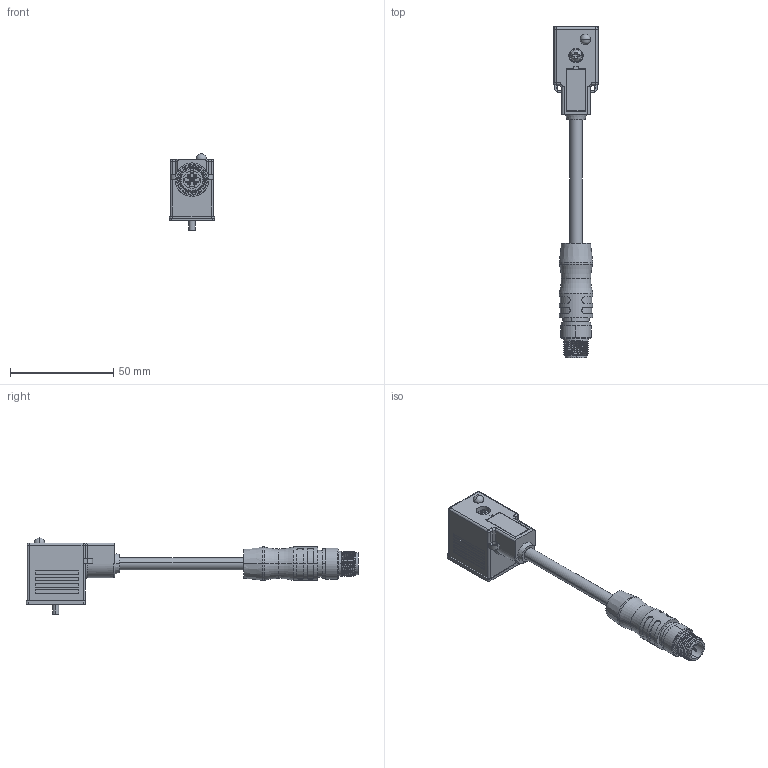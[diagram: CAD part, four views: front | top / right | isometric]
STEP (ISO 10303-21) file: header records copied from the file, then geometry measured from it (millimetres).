
FILE_DESCRIPTION (( 'STEP AP203' ), '1' );
FILE_NAME ('VBI21R-024-M12-2M-LV.STEP', '2025-04-10T03:00:11', ( '' ), ( '' ), 'SwSTEP 2.0', 'SolidWorks 2018', '' );
FILE_SCHEMA (( 'CONFIG_CONTROL_DESIGN' ));
Length unit declared in the file: millimetre
Products named in the file (1): VBI21R-024-M12-2M-LV
Bounding box: 21.8 x 160.7 x 36.9 mm (x, y, z)
Volume: 29327.5 mm3; surface area: 16370.4 mm2
Topology: 7 solids, 21 shells, 835 faces, 2112 edges, 1338 vertices
Faces by surface type: plane 470, cylinder 291, sphere 28, cone 27, bspline 12, torus 7
Entity records: 28587 total; most frequent: CARTESIAN_POINT 8423, DIRECTION 4187, ORIENTED_EDGE 4154, EDGE_CURVE 2077, AXIS2_PLACEMENT_3D 1442, VERTEX_POINT 1331, LINE 1303, VECTOR 1303
